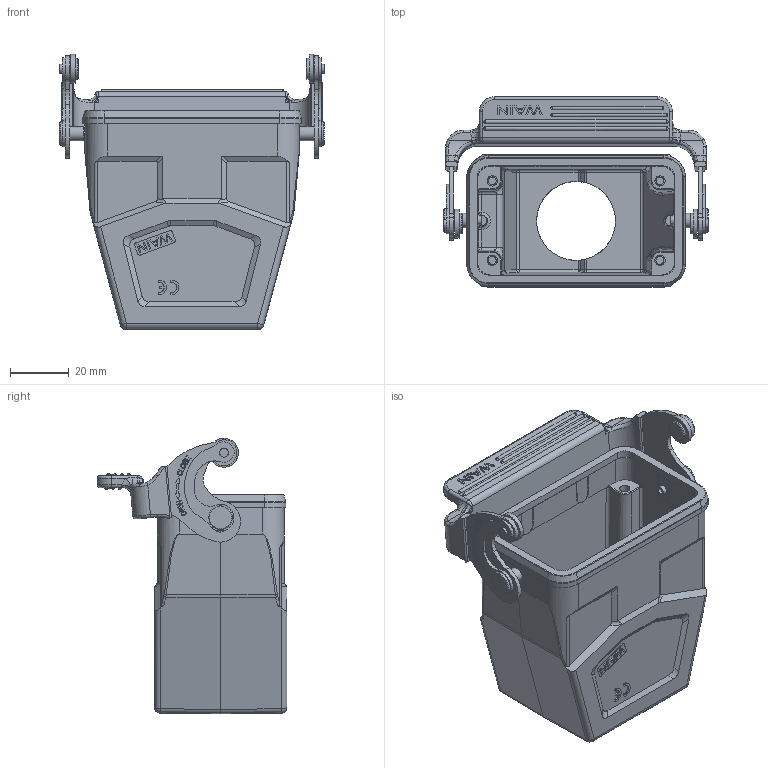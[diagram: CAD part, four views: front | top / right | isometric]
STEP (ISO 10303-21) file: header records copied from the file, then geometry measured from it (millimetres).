
FILE_DESCRIPTION(/* description */ (''),/* implementation_level */ '2;1');
FILE_NAME(/* name */ '21.stp',/* time_stamp */ '2023-12-04T14:06:34+08:00',/* author */ (''),/* organization */ (''),/* preprocessor_version */ 'ST-DEVELOPER v18.1',/* originating_system */ 'SIEMENS PLM Software NX 1980',/* authorisation */ '');
FILE_SCHEMA (('AP203_CONFIGURATION_CONTROLLED_3D_DESIGN_OF_MECHANICAL_PARTS_AND_ASSEMBLIES_MIM_LF { 1 0 10303 403 2 1 2}'));
Length unit declared in the file: millimetre
Products named in the file (1): 3D_1241107215001_WV10B-CCTH-1L_SC-M25_V1.0_stp
Bounding box: 90.05 x 64.53 x 93.57 mm (x, y, z)
Volume: 77515.1 mm3; surface area: 43105.7 mm2
Topology: 2 solids, 16 shells, 1387 faces, 3652 edges, 2346 vertices
Faces by surface type: plane 628, cylinder 553, bspline 57, torus 45, cone 36, extrusion 34, sphere 34
Full cylindrical faces by diameter (mm): 1.9 x2, 2.7 x4, 2.95 x5, 3 x2, 3.5 x4, 4.8 x2, 4.9 x2, 5 x4, 7 x2, 8 x2, 9.8 x2, 26.8 x1
Entity records: 45491 total; most frequent: CARTESIAN_POINT 11084, DIRECTION 7127, ORIENTED_EDGE 7080, EDGE_CURVE 3540, AXIS2_PLACEMENT_3D 2598, VERTEX_POINT 2309, VECTOR 1931, LINE 1897
